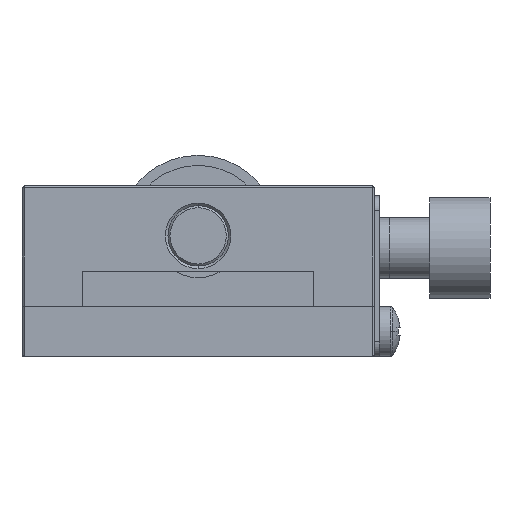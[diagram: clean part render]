
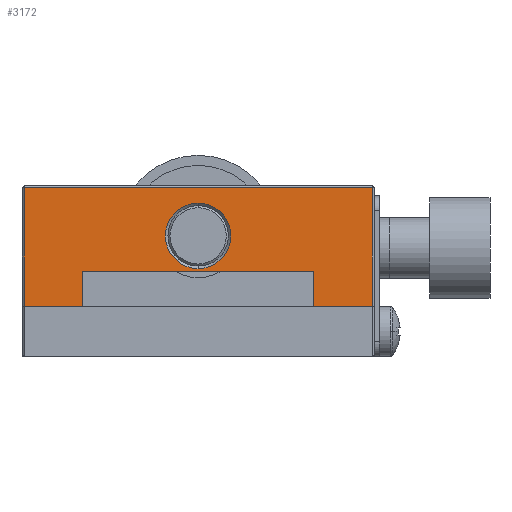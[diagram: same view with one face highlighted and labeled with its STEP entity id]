
A CAD part, left-side view. The second image highlights one B-rep face of the part: STEP entity #3172.
In plain terms, the highlighted planar face has unit normal (-1, 0, 0).
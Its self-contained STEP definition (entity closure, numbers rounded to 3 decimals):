
#11 = EDGE_CURVE ( 'NONE', #5756, #3354, #4020, .T. ) ;
#127 = CARTESIAN_POINT ( 'NONE',  ( -37.5, 0., 8.5 ) ) ;
#361 = AXIS2_PLACEMENT_3D ( 'NONE', #2165, #10640, #8234 ) ;
#376 = CARTESIAN_POINT ( 'NONE',  ( -37.5, 0., 5. ) ) ;
#468 = CARTESIAN_POINT ( 'NONE',  ( -37.5, -3.25, 12. ) ) ;
#499 = AXIS2_PLACEMENT_3D ( 'NONE', #2961, #9000, #3814 ) ;
#516 = CIRCLE ( 'NONE', #499, 3.25 ) ;
#553 = CARTESIAN_POINT ( 'NONE',  ( -37.5, -11.5, 5. ) ) ;
#743 = PLANE ( 'NONE',  #5211 ) ;
#810 = EDGE_CURVE ( 'NONE', #4822, #4437, #2956, .T. ) ;
#972 = VECTOR ( 'NONE', #10310, 1000. ) ;
#1010 = DIRECTION ( 'NONE',  ( 0., 1., 0. ) ) ;
#1127 = ORIENTED_EDGE ( 'NONE', *, *, #9588, .F. ) ;
#1881 = EDGE_LOOP ( 'NONE', ( #4977, #3738 ) ) ;
#2015 = EDGE_LOOP ( 'NONE', ( #6924, #5551, #2157, #7621, #1127, #9061, #5393, #6499 ) ) ;
#2157 = ORIENTED_EDGE ( 'NONE', *, *, #6647, .F. ) ;
#2165 = CARTESIAN_POINT ( 'NONE',  ( -37.5, 0., 12. ) ) ;
#2228 = LINE ( 'NONE', #4902, #8849 ) ;
#2581 = LINE ( 'NONE', #4918, #6897 ) ;
#2606 = VERTEX_POINT ( 'NONE', #468 ) ;
#2659 = LINE ( 'NONE', #376, #972 ) ;
#2662 = CARTESIAN_POINT ( 'NONE',  ( -37.5, 0., 16.8 ) ) ;
#2693 = CARTESIAN_POINT ( 'NONE',  ( -37.5, 11.5, 8.5 ) ) ;
#2767 = EDGE_CURVE ( 'NONE', #4132, #5756, #2228, .T. ) ;
#2956 = LINE ( 'NONE', #8344, #7552 ) ;
#2961 = CARTESIAN_POINT ( 'NONE',  ( -37.5, 0., 12. ) ) ;
#3025 = DIRECTION ( 'NONE',  ( 0., 0., -1. ) ) ;
#3172 = ADVANCED_FACE ( 'NONE', ( #9758, #10017 ), #743, .F. ) ;
#3197 = DIRECTION ( 'NONE',  ( 0., 1., 0. ) ) ;
#3354 = VERTEX_POINT ( 'NONE', #4183 ) ;
#3533 = DIRECTION ( 'NONE',  ( 0., -1., 0. ) ) ;
#3686 = VECTOR ( 'NONE', #8671, 1000. ) ;
#3738 = ORIENTED_EDGE ( 'NONE', *, *, #4721, .F. ) ;
#3758 = VECTOR ( 'NONE', #7268, 1000. ) ;
#3784 = VERTEX_POINT ( 'NONE', #2693 ) ;
#3814 = DIRECTION ( 'NONE',  ( 0., -1., 0. ) ) ;
#4020 = LINE ( 'NONE', #7742, #3758 ) ;
#4130 = CARTESIAN_POINT ( 'NONE',  ( -37.5, -17.3, 5. ) ) ;
#4132 = VERTEX_POINT ( 'NONE', #4832 ) ;
#4183 = CARTESIAN_POINT ( 'NONE',  ( -37.5, 17.3, 16.8 ) ) ;
#4437 = VERTEX_POINT ( 'NONE', #10413 ) ;
#4721 = EDGE_CURVE ( 'NONE', #9119, #2606, #516, .T. ) ;
#4822 = VERTEX_POINT ( 'NONE', #553 ) ;
#4832 = CARTESIAN_POINT ( 'NONE',  ( -37.5, 11.5, 5. ) ) ;
#4902 = CARTESIAN_POINT ( 'NONE',  ( -37.5, 0., 5. ) ) ;
#4918 = CARTESIAN_POINT ( 'NONE',  ( -37.5, 11.5, 10.9 ) ) ;
#4977 = ORIENTED_EDGE ( 'NONE', *, *, #6266, .F. ) ;
#5211 = AXIS2_PLACEMENT_3D ( 'NONE', #8690, #9275, #9651 ) ;
#5393 = ORIENTED_EDGE ( 'NONE', *, *, #2767, .F. ) ;
#5526 = CIRCLE ( 'NONE', #361, 3.25 ) ;
#5551 = ORIENTED_EDGE ( 'NONE', *, *, #810, .F. ) ;
#5720 = VECTOR ( 'NONE', #1010, 1000. ) ;
#5756 = VERTEX_POINT ( 'NONE', #9364 ) ;
#6025 = VECTOR ( 'NONE', #3533, 1000. ) ;
#6144 = EDGE_CURVE ( 'NONE', #3784, #4132, #2581, .T. ) ;
#6266 = EDGE_CURVE ( 'NONE', #2606, #9119, #5526, .T. ) ;
#6499 = ORIENTED_EDGE ( 'NONE', *, *, #6144, .F. ) ;
#6647 = EDGE_CURVE ( 'NONE', #10484, #4822, #2659, .T. ) ;
#6769 = CARTESIAN_POINT ( 'NONE',  ( -37.5, -17.3, 16.8 ) ) ;
#6897 = VECTOR ( 'NONE', #3025, 1000. ) ;
#6909 = DIRECTION ( 'NONE',  ( 0., 0., 1. ) ) ;
#6924 = ORIENTED_EDGE ( 'NONE', *, *, #7281, .F. ) ;
#7268 = DIRECTION ( 'NONE',  ( 0., 0., 1. ) ) ;
#7281 = EDGE_CURVE ( 'NONE', #4437, #3784, #10294, .T. ) ;
#7552 = VECTOR ( 'NONE', #6909, 1000. ) ;
#7621 = ORIENTED_EDGE ( 'NONE', *, *, #8015, .F. ) ;
#7708 = VERTEX_POINT ( 'NONE', #6769 ) ;
#7742 = CARTESIAN_POINT ( 'NONE',  ( -37.5, 17.3, 10.9 ) ) ;
#7794 = CARTESIAN_POINT ( 'NONE',  ( -37.5, -17.3, 10.9 ) ) ;
#8015 = EDGE_CURVE ( 'NONE', #7708, #10484, #10514, .T. ) ;
#8234 = DIRECTION ( 'NONE',  ( 0., -1., 0. ) ) ;
#8344 = CARTESIAN_POINT ( 'NONE',  ( -37.5, -11.5, 10.9 ) ) ;
#8671 = DIRECTION ( 'NONE',  ( 0., 0., -1. ) ) ;
#8690 = CARTESIAN_POINT ( 'NONE',  ( -37.5, -17.3, 16.8 ) ) ;
#8849 = VECTOR ( 'NONE', #3197, 1000. ) ;
#9000 = DIRECTION ( 'NONE',  ( -1., 0., 0. ) ) ;
#9061 = ORIENTED_EDGE ( 'NONE', *, *, #11, .F. ) ;
#9119 = VERTEX_POINT ( 'NONE', #10204 ) ;
#9275 = DIRECTION ( 'NONE',  ( 1., 0., 0. ) ) ;
#9364 = CARTESIAN_POINT ( 'NONE',  ( -37.5, 17.3, 5. ) ) ;
#9588 = EDGE_CURVE ( 'NONE', #3354, #7708, #10340, .T. ) ;
#9651 = DIRECTION ( 'NONE',  ( 0., 0., -1. ) ) ;
#9758 = FACE_BOUND ( 'NONE', #1881, .T. ) ;
#10017 = FACE_OUTER_BOUND ( 'NONE', #2015, .T. ) ;
#10204 = CARTESIAN_POINT ( 'NONE',  ( -37.5, 3.25, 12. ) ) ;
#10294 = LINE ( 'NONE', #127, #5720 ) ;
#10310 = DIRECTION ( 'NONE',  ( 0., 1., 0. ) ) ;
#10340 = LINE ( 'NONE', #2662, #6025 ) ;
#10413 = CARTESIAN_POINT ( 'NONE',  ( -37.5, -11.5, 8.5 ) ) ;
#10484 = VERTEX_POINT ( 'NONE', #4130 ) ;
#10514 = LINE ( 'NONE', #7794, #3686 ) ;
#10640 = DIRECTION ( 'NONE',  ( -1., 0., 0. ) ) ;
